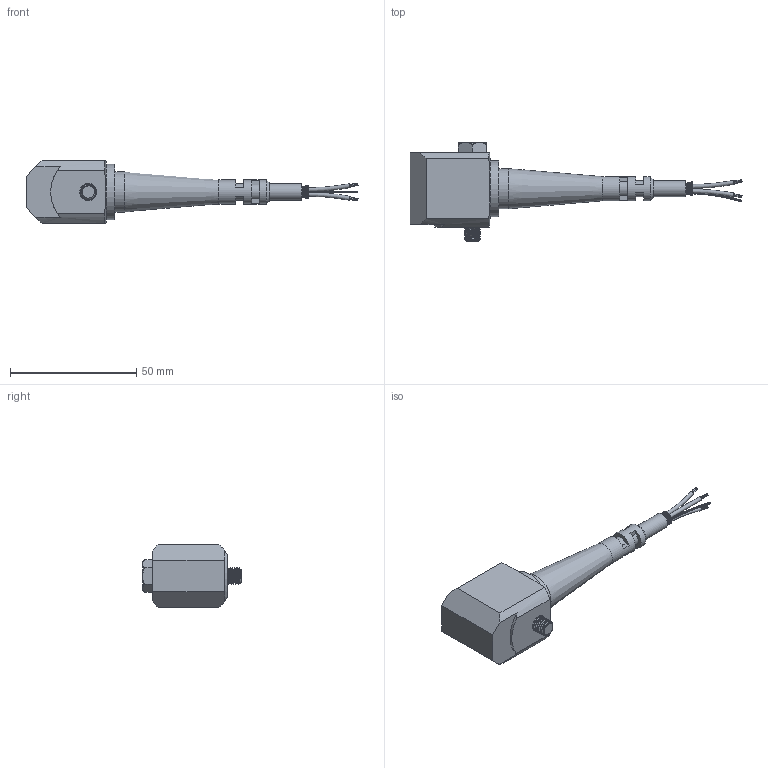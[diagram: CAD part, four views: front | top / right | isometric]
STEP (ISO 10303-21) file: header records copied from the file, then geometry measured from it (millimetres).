
FILE_DESCRIPTION(/* description */ (''),/* implementation_level */ '2;1');
FILE_NAME(/* name */ 'MASTER_TALL_SIDE_EXIT_INTEGRAL_BLACK.stp',/* time_stamp */ '2017-04-25T15:41:58-04:00',/* author */ ('aneininger'),/* organization */ (''),/* preprocessor_version */ 'ST-DEVELOPER v16.5',/* originating_system */ 'Autodesk Inventor 2017',/* authorisation */ '');
FILE_SCHEMA (('AUTOMOTIVE_DESIGN { 1 0 10303 214 3 1 1 }'));
Products named in the file (3): MASTER_TALL_SIDE_EXIT_INTEGRAL_BLACK; MASTER_TALL_SIDE_EXIT_INTEGRAL_BLACK_1; ACP32146
Assembly tree (2 placements, depth 2):
  MASTER_TALL_SIDE_EXIT_INTEGRAL_BLACK
    MASTER_TALL_SIDE_EXIT_INTEGRAL_BLACK_1
    ACP32146
Bounding box: 131.24 x 39.07 x 25.15 mm (x, y, z)
Volume: 1201.4 mm3; surface area: 9862.1 mm2
Topology: 17 solids, 22 shells, 1253 faces, 3407 edges, 1909 vertices
Faces by surface type: cylinder 414, bspline 397, plane 385, torus 50, cone 7
Full cylindrical faces by diameter (mm): 0.128 x19, 0.203 x96, 1.575 x4, 3.937 x1, 4.572 x1, 4.953 x1, 4.978 x1, 6.35 x1, 6.756 x1, 9.525 x1, 15.875 x1, 22.047 x1
Entity records: 62832 total; most frequent: CARTESIAN_POINT 30713, ORIENTED_EDGE 6908, DIRECTION 6874, AXIS2_PLACEMENT_3D 3335, EDGE_CURVE 3234, CIRCLE 2210, VERTEX_POINT 1850, EDGE_LOOP 1486
